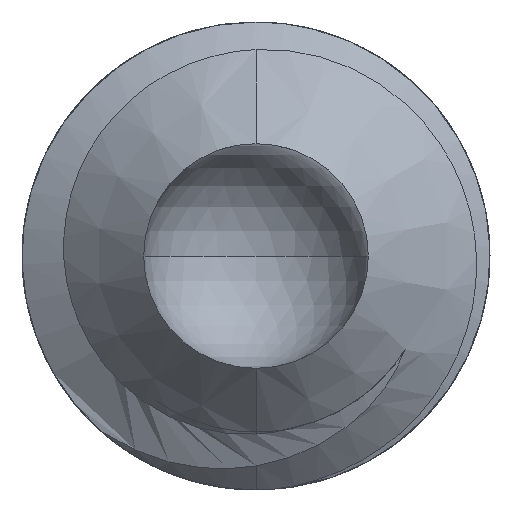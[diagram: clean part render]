
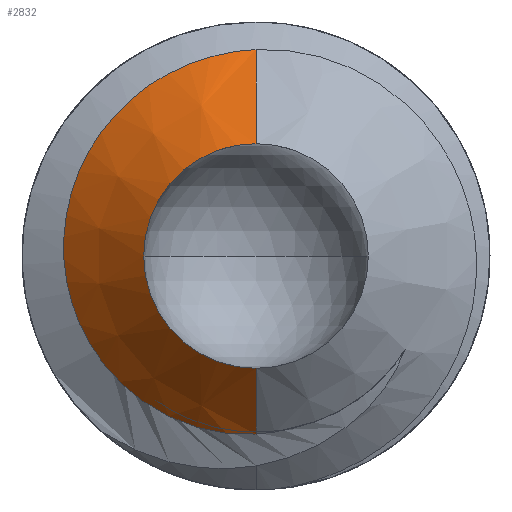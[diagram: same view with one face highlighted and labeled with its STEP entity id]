
A CAD part, front view. The second image highlights one B-rep face of the part: STEP entity #2832.
In plain terms, the highlighted conical face has half-angle 45 degrees and reference radius 2.75 mm.
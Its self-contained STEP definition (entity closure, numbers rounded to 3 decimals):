
#68 = FACE_OUTER_BOUND ( 'NONE', #2196, .T. ) ;
#82 = CIRCLE ( 'NONE', #11308, 1. ) ;
#397 = CARTESIAN_POINT ( 'NONE',  ( -0.869, -24.77, -1.397 ) ) ;
#441 = CARTESIAN_POINT ( 'NONE',  ( -1.283, -24.627, 1.228 ) ) ;
#964 = CARTESIAN_POINT ( 'NONE',  ( -1., -25.4, 0. ) ) ;
#1426 = CARTESIAN_POINT ( 'NONE',  ( -1.299, -24.744, -1.034 ) ) ;
#1472 = CARTESIAN_POINT ( 'NONE',  ( -1.037, -24.612, 1.46 ) ) ;
#1918 = DIRECTION ( 'NONE',  ( 0., 1., 0. ) ) ;
#2109 = LINE ( 'NONE', #4133, #9689 ) ;
#2196 = EDGE_LOOP ( 'NONE', ( #12546, #7906, #7982, #11775, #3281 ) ) ;
#2471 = CARTESIAN_POINT ( 'NONE',  ( -1.494, -24.727, -0.761 ) ) ;
#2500 = CARTESIAN_POINT ( 'NONE',  ( 0., -24.815, -1.585 ) ) ;
#2513 = CARTESIAN_POINT ( 'NONE',  ( -0.755, -24.598, 1.64 ) ) ;
#2652 = VERTEX_POINT ( 'NONE', #4852 ) ;
#2772 = DIRECTION ( 'NONE',  ( 0., 1., 0. ) ) ;
#2832 = ADVANCED_FACE ( 'NONE', ( #68 ), #7734, .T. ) ;
#2833 = CARTESIAN_POINT ( 'NONE',  ( 0., -23.65, 0. ) ) ;
#2851 = DIRECTION ( 'NONE',  ( 0., 0., 1. ) ) ;
#3267 = AXIS2_PLACEMENT_3D ( 'NONE', #7708, #7664, #7613 ) ;
#3281 = ORIENTED_EDGE ( 'NONE', *, *, #11081, .F. ) ;
#3345 = CARTESIAN_POINT ( 'NONE',  ( 0., -25.4, 1. ) ) ;
#3489 = CARTESIAN_POINT ( 'NONE',  ( -1.674, -24.705, -0.35 ) ) ;
#3534 = CARTESIAN_POINT ( 'NONE',  ( -0.225, -24.574, 1.826 ) ) ;
#3551 = DIRECTION ( 'NONE',  ( 0., 0.707, -0.707 ) ) ;
#3575 = CARTESIAN_POINT ( 'NONE',  ( 0., -25.4, -1. ) ) ;
#4133 = CARTESIAN_POINT ( 'NONE',  ( 0., -23.65, -2.75 ) ) ;
#4460 = EDGE_CURVE ( 'NONE', #7932, #12623, #2109, .T. ) ;
#4527 = CARTESIAN_POINT ( 'NONE',  ( -1.709, -24.675, 0.322 ) ) ;
#4852 = CARTESIAN_POINT ( 'NONE',  ( 0., -24.563, 1.837 ) ) ;
#4894 = EDGE_CURVE ( 'NONE', #11817, #2652, #11489, .T. ) ;
#4969 = EDGE_CURVE ( 'NONE', #7932, #12136, #10835, .T. ) ;
#5495 = CARTESIAN_POINT ( 'NONE',  ( -0.225, -24.803, -1.585 ) ) ;
#5537 = CARTESIAN_POINT ( 'NONE',  ( -1.532, -24.648, 0.856 ) ) ;
#5604 = VECTOR ( 'NONE', #11463, 1000. ) ;
#6497 = CARTESIAN_POINT ( 'NONE',  ( 0., -24.815, -1.585 ) ) ;
#6543 = CARTESIAN_POINT ( 'NONE',  ( -0.554, -24.786, -1.52 ) ) ;
#6580 = CARTESIAN_POINT ( 'NONE',  ( -1.354, -24.632, 1.142 ) ) ;
#7523 = B_SPLINE_CURVE_WITH_KNOTS ( 'NONE', 3,
 ( #6497, #12721, #5495, #12764, #6543, #397, #7578, #1426, #8627, #2471, #9684, #3489, #10741, #4527, #11779, #5537, #12806, #6580, #441, #7622, #1472, #8669, #2513, #9728, #3534, #10786 ),
 .UNSPECIFIED., .F., .F.,
 ( 4, 2, 2, 2, 2, 2, 2, 2, 2, 2, 2, 2, 4 ),
 ( 0., 0.001, 0.001, 0.002, 0.002, 0.002, 0.003, 0.004, 0.004, 0.004, 0.005, 0.005, 0.006 ),
 .UNSPECIFIED. ) ;
#7578 = CARTESIAN_POINT ( 'NONE',  ( -1.06, -24.76, -1.271 ) ) ;
#7613 = DIRECTION ( 'NONE',  ( 0., 0., 1. ) ) ;
#7622 = CARTESIAN_POINT ( 'NONE',  ( -1.125, -24.617, 1.388 ) ) ;
#7664 = DIRECTION ( 'NONE',  ( 0., 1., 0. ) ) ;
#7708 = CARTESIAN_POINT ( 'NONE',  ( 0., -25.4, 0. ) ) ;
#7734 = CONICAL_SURFACE ( 'NONE', #11673, 2.75, 0.785 ) ;
#7906 = ORIENTED_EDGE ( 'NONE', *, *, #4969, .T. ) ;
#7932 = VERTEX_POINT ( 'NONE', #3575 ) ;
#7982 = ORIENTED_EDGE ( 'NONE', *, *, #12851, .T. ) ;
#8077 = CARTESIAN_POINT ( 'NONE',  ( 0., -25.4, 0. ) ) ;
#8627 = CARTESIAN_POINT ( 'NONE',  ( -1.37, -24.738, -0.948 ) ) ;
#8669 = CARTESIAN_POINT ( 'NONE',  ( -0.853, -24.603, 1.586 ) ) ;
#9131 = DIRECTION ( 'NONE',  ( 0., 0., 1. ) ) ;
#9684 = CARTESIAN_POINT ( 'NONE',  ( -1.548, -24.721, -0.661 ) ) ;
#9689 = VECTOR ( 'NONE', #3551, 1000. ) ;
#9728 = CARTESIAN_POINT ( 'NONE',  ( -0.444, -24.584, 1.775 ) ) ;
#10741 = CARTESIAN_POINT ( 'NONE',  ( -1.715, -24.695, -0.124 ) ) ;
#10786 = CARTESIAN_POINT ( 'NONE',  ( 0., -24.563, 1.837 ) ) ;
#10835 = CIRCLE ( 'NONE', #3267, 1. ) ;
#11081 = EDGE_CURVE ( 'NONE', #12623, #2652, #7523, .T. ) ;
#11238 = CARTESIAN_POINT ( 'NONE',  ( 0., -23.65, 2.75 ) ) ;
#11308 = AXIS2_PLACEMENT_3D ( 'NONE', #8077, #1918, #9131 ) ;
#11463 = DIRECTION ( 'NONE',  ( 0., 0.707, 0.707 ) ) ;
#11489 = LINE ( 'NONE', #11238, #5604 ) ;
#11673 = AXIS2_PLACEMENT_3D ( 'NONE', #2833, #2772, #2851 ) ;
#11775 = ORIENTED_EDGE ( 'NONE', *, *, #4894, .T. ) ;
#11779 = CARTESIAN_POINT ( 'NONE',  ( -1.662, -24.664, 0.547 ) ) ;
#11817 = VERTEX_POINT ( 'NONE', #3345 ) ;
#12136 = VERTEX_POINT ( 'NONE', #964 ) ;
#12546 = ORIENTED_EDGE ( 'NONE', *, *, #4460, .F. ) ;
#12623 = VERTEX_POINT ( 'NONE', #2500 ) ;
#12721 = CARTESIAN_POINT ( 'NONE',  ( -0.112, -24.809, -1.591 ) ) ;
#12764 = CARTESIAN_POINT ( 'NONE',  ( -0.446, -24.792, -1.549 ) ) ;
#12806 = CARTESIAN_POINT ( 'NONE',  ( -1.478, -24.643, 0.957 ) ) ;
#12851 = EDGE_CURVE ( 'NONE', #12136, #11817, #82, .T. ) ;
